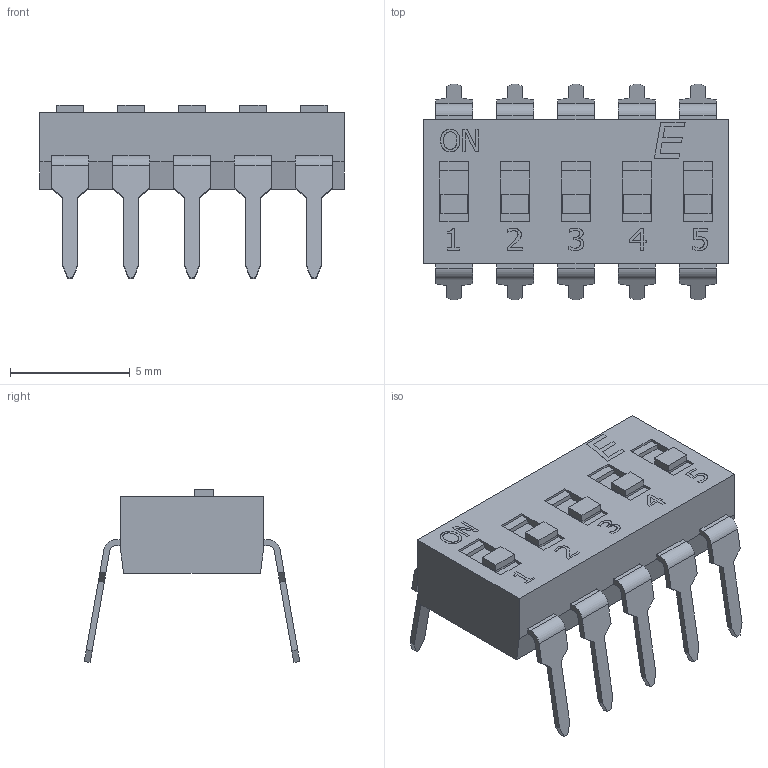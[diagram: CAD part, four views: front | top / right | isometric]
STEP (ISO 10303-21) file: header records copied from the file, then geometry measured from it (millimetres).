
FILE_DESCRIPTION((''),'2;1');
FILE_NAME('KAJ05LAGT.stp','2012-04-23T09:37:25',('rcelander'),(''),'Autodesk Inventor 11','Autodesk Inventor 11','');
FILE_SCHEMA(('AUTOMOTIVE_DESIGN { 1 0 10303 214 1 1 1 1 }'));
Length unit declared in the file: millimetre
Products named in the file (4): Assembly1; KAJ 5 BODY; KAJ L ACTUATOR; KAJ TERM A
Assembly tree (16 placements, depth 2):
  Assembly1
    KAJ 5 BODY
    KAJ L ACTUATOR  x5
    KAJ TERM A  x10
Bounding box: 12.7 x 8.99 x 7.22 mm (x, y, z)
Volume: 254.2 mm3; surface area: 439.4 mm2
Topology: 16 solids, 16 shells, 458 faces, 1203 edges, 792 vertices
Faces by surface type: plane 380, bspline 58, cylinder 20
Entity records: 9600 total; most frequent: CARTESIAN_POINT 2555, ORIENTED_EDGE 1554, DIRECTION 1169, EDGE_CURVE 777, VECTOR 657, LINE 657, VERTEX_POINT 508, EDGE_LOOP 305
